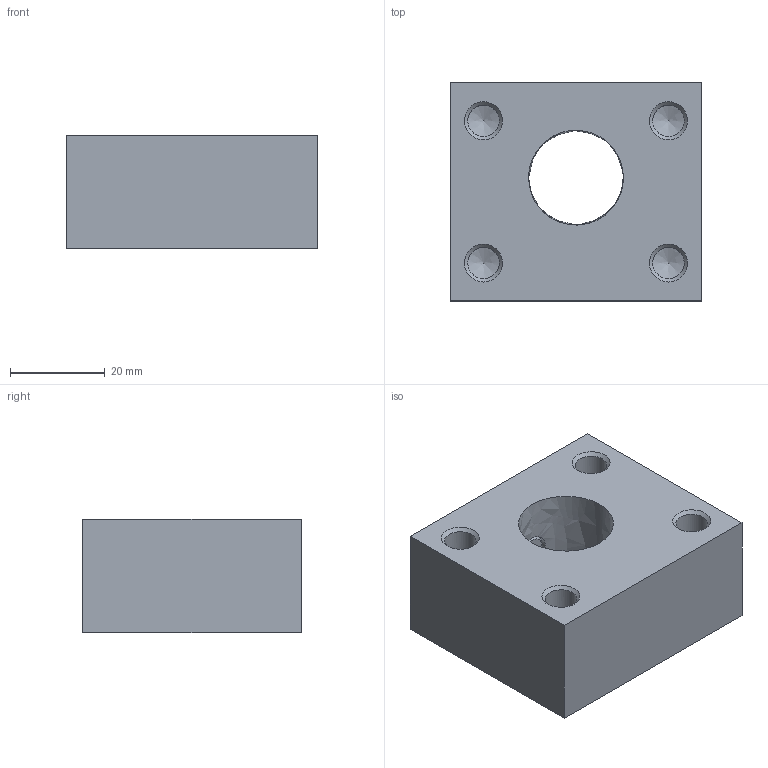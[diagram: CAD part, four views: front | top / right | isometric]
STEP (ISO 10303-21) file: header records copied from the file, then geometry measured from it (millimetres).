
FILE_DESCRIPTION ((), '1');
FILE_NAME ('FB59-520.stp', '2019-01-28T16:03:54', ('Unknown'), ('Unknown'), 'HarmonyWare STEP v2.0.5', 'Vectorworks', '');
FILE_SCHEMA (('CONFIG_CONTROL_DESIGN'));
Length unit declared in the file: millimetre
Products named in the file (1): NONE
Bounding box: 53 x 46 x 24 mm (x, y, z)
Volume: 48159.4 mm3; surface area: 12181.3 mm2
Topology: 1 solids, 1 shells, 40 faces, 129 edges, 98 vertices
Faces by surface type: bspline 40
Entity records: 1927 total; most frequent: CARTESIAN_POINT 1142, ORIENTED_EDGE 250, EDGE_CURVE 125, VERTEX_POINT 98, B_SPLINE_CURVE_WITH_KNOTS 54, EDGE_LOOP 53, FACE_OUTER_BOUND 40, ADVANCED_FACE 40
